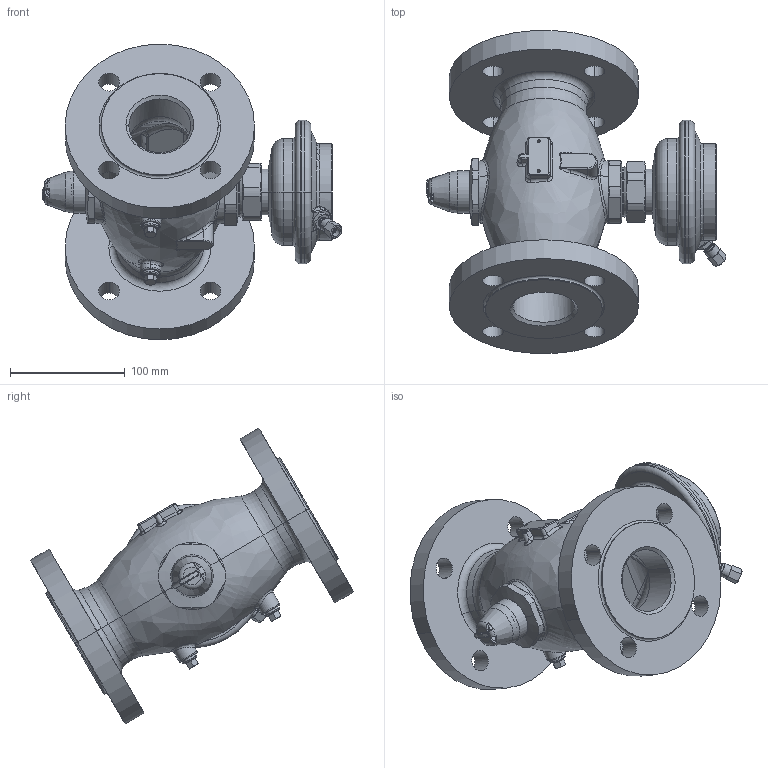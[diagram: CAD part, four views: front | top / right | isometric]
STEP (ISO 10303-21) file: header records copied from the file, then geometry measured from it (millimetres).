
FILE_DESCRIPTION((''),'2;1');
FILE_NAME('003H6476','2015-03-09T',('u317927'),('Danfoss'),'PRO/ENGINEER BY PARAMETRIC TECHNOLOGY CORPORATION, 2014000','PRO/ENGINEER BY PARAMETRIC TECHNOLOGY CORPORATION, 2014000','');
FILE_SCHEMA(('CONFIG_CONTROL_DESIGN'));
Products named in the file (1): 003H6476
Bounding box: 261.47 x 281.69 x 257.89 mm (x, y, z)
Volume: 1640934.4 mm3; surface area: 344217.9 mm2
Topology: 1 solids, 1 shells, 932 faces, 2145 edges, 1290 vertices
Faces by surface type: cylinder 255, plane 240, cone 152, bspline 145, torus 134, sphere 6
Entity records: 43437 total; most frequent: CARTESIAN_POINT 23202, ORIENTED_EDGE 4290, DIRECTION 4152, EDGE_CURVE 2145, AXIS2_PLACEMENT_3D 1778, VERTEX_POINT 1290, EDGE_LOOP 1033, CIRCLE 991
